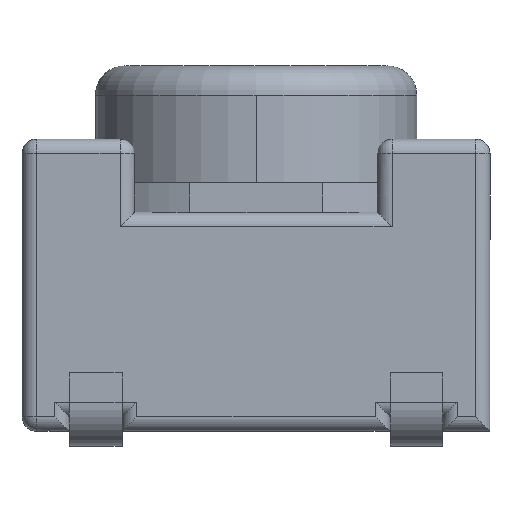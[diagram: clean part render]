
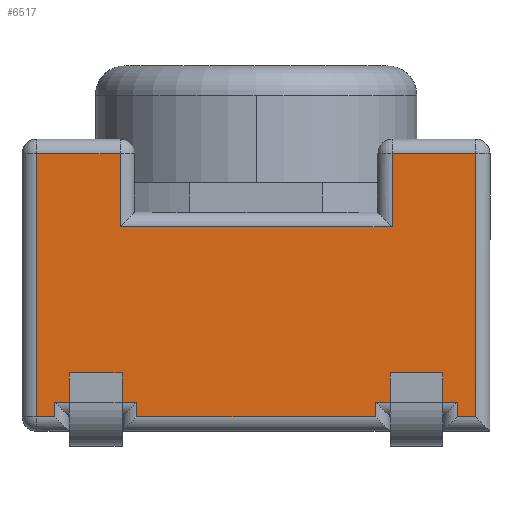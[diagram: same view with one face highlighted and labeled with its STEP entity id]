
A CAD part, left-side view. The second image highlights one B-rep face of the part: STEP entity #6517.
In plain terms, the highlighted planar face has unit normal (-1, 0, 0).
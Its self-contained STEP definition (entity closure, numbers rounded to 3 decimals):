
#7 = CARTESIAN_POINT ( 'NONE',  ( -2.3, -1.6, 0.2 ) ) ;
#336 = LINE ( 'NONE', #6522, #9161 ) ;
#471 = EDGE_CURVE ( 'NONE', #12714, #9955, #13694, .T. ) ;
#565 = EDGE_CURVE ( 'NONE', #18042, #15990, #12583, .T. ) ;
#631 = DIRECTION ( 'NONE',  ( 0., 0., -1. ) ) ;
#917 = DIRECTION ( 'NONE',  ( 0., 1., 0. ) ) ;
#922 = VECTOR ( 'NONE', #4277, 1000. ) ;
#1364 = DIRECTION ( 'NONE',  ( 0., 0., -1. ) ) ;
#1468 = EDGE_CURVE ( 'NONE', #6758, #12714, #19492, .T. ) ;
#1979 = VECTOR ( 'NONE', #11075, 1000. ) ;
#2010 = ORIENTED_EDGE ( 'NONE', *, *, #6775, .T. ) ;
#3292 = CARTESIAN_POINT ( 'NONE',  ( -2.3, -0.93, 1.9 ) ) ;
#3421 = VECTOR ( 'NONE', #3493, 1000. ) ;
#3493 = DIRECTION ( 'NONE',  ( 0., 0., 1. ) ) ;
#4277 = DIRECTION ( 'NONE',  ( 0., 0., -1. ) ) ;
#4290 = DIRECTION ( 'NONE',  ( 0., 1., 0. ) ) ;
#4318 = CARTESIAN_POINT ( 'NONE',  ( -2.3, -1.377, 1.5 ) ) ;
#4434 = CARTESIAN_POINT ( 'NONE',  ( -2.3, 0.816, 1.5 ) ) ;
#4489 = DIRECTION ( 'NONE',  ( 0., -1., 0. ) ) ;
#4594 = CARTESIAN_POINT ( 'NONE',  ( -2.3, -1.6, 0.1 ) ) ;
#4696 = ORIENTED_EDGE ( 'NONE', *, *, #11599, .T. ) ;
#4728 = CARTESIAN_POINT ( 'NONE',  ( -2.3, -0.816, 0.2 ) ) ;
#4829 = DIRECTION ( 'NONE',  ( 0., 0., -1. ) ) ;
#4859 = VERTEX_POINT ( 'NONE', #19906 ) ;
#4911 = VECTOR ( 'NONE', #4290, 1000. ) ;
#4987 = CARTESIAN_POINT ( 'NONE',  ( -2.3, 0.93, 1.4 ) ) ;
#5025 = VECTOR ( 'NONE', #917, 1000. ) ;
#5161 = EDGE_CURVE ( 'NONE', #17954, #5711, #16537, .T. ) ;
#5274 = VECTOR ( 'NONE', #18770, 1000. ) ;
#5319 = CARTESIAN_POINT ( 'NONE',  ( -2.3, -1.5, 1.9 ) ) ;
#5356 = AXIS2_PLACEMENT_3D ( 'NONE', #7011, #5670, #13381 ) ;
#5670 = DIRECTION ( 'NONE',  ( 1., 0., 0. ) ) ;
#5672 = VECTOR ( 'NONE', #18077, 1000. ) ;
#5711 = VERTEX_POINT ( 'NONE', #3292 ) ;
#6172 = CARTESIAN_POINT ( 'NONE',  ( -2.3, 0.93, 1.9 ) ) ;
#6437 = VERTEX_POINT ( 'NONE', #16105 ) ;
#6517 = ADVANCED_FACE ( 'NONE', ( #12987 ), #14785, .F. ) ;
#6521 = VERTEX_POINT ( 'NONE', #16420 ) ;
#6522 = CARTESIAN_POINT ( 'NONE',  ( -2.3, -1.6, 0.1 ) ) ;
#6584 = ORIENTED_EDGE ( 'NONE', *, *, #471, .T. ) ;
#6758 = VERTEX_POINT ( 'NONE', #6172 ) ;
#6775 = EDGE_CURVE ( 'NONE', #12407, #4859, #7822, .T. ) ;
#6805 = CARTESIAN_POINT ( 'NONE',  ( -2.3, 0.93, 1.5 ) ) ;
#7011 = CARTESIAN_POINT ( 'NONE',  ( -2.3, -1.6, 1.5 ) ) ;
#7012 = DIRECTION ( 'NONE',  ( 0., -1., 0. ) ) ;
#7101 = VERTEX_POINT ( 'NONE', #11836 ) ;
#7380 = EDGE_CURVE ( 'NONE', #19408, #17954, #11409, .T. ) ;
#7551 = EDGE_CURVE ( 'NONE', #4859, #7995, #8953, .T. ) ;
#7625 = LINE ( 'NONE', #7, #5274 ) ;
#7822 = LINE ( 'NONE', #15685, #7993 ) ;
#7993 = VECTOR ( 'NONE', #12572, 1000. ) ;
#7995 = VERTEX_POINT ( 'NONE', #4728 ) ;
#8061 = ORIENTED_EDGE ( 'NONE', *, *, #7551, .T. ) ;
#8152 = ORIENTED_EDGE ( 'NONE', *, *, #11259, .T. ) ;
#8330 = ORIENTED_EDGE ( 'NONE', *, *, #18174, .T. ) ;
#8421 = ORIENTED_EDGE ( 'NONE', *, *, #12954, .T. ) ;
#8467 = VERTEX_POINT ( 'NONE', #17782 ) ;
#8953 = LINE ( 'NONE', #16338, #5672 ) ;
#8962 = LINE ( 'NONE', #15208, #10105 ) ;
#8987 = ORIENTED_EDGE ( 'NONE', *, *, #10635, .T. ) ;
#9161 = VECTOR ( 'NONE', #7012, 1000. ) ;
#9168 = ORIENTED_EDGE ( 'NONE', *, *, #5161, .T. ) ;
#9203 = CARTESIAN_POINT ( 'NONE',  ( -2.3, 1.5, 1.9 ) ) ;
#9366 = CARTESIAN_POINT ( 'NONE',  ( -2.3, -1.5, 0.1 ) ) ;
#9706 = VECTOR ( 'NONE', #14286, 1000. ) ;
#9867 = LINE ( 'NONE', #14524, #19252 ) ;
#9885 = VERTEX_POINT ( 'NONE', #16151 ) ;
#9955 = VERTEX_POINT ( 'NONE', #16873 ) ;
#10076 = VECTOR ( 'NONE', #4829, 1000. ) ;
#10105 = VECTOR ( 'NONE', #19796, 1000. ) ;
#10456 = VECTOR ( 'NONE', #1364, 1000. ) ;
#10635 = EDGE_CURVE ( 'NONE', #7995, #6521, #18309, .T. ) ;
#10969 = CARTESIAN_POINT ( 'NONE',  ( -2.3, 0.455, 1.4 ) ) ;
#10980 = ORIENTED_EDGE ( 'NONE', *, *, #13229, .T. ) ;
#10996 = ORIENTED_EDGE ( 'NONE', *, *, #14320, .T. ) ;
#11075 = DIRECTION ( 'NONE',  ( 0., 0., 1. ) ) ;
#11259 = EDGE_CURVE ( 'NONE', #15990, #6758, #19276, .T. ) ;
#11409 = LINE ( 'NONE', #13016, #3421 ) ;
#11599 = EDGE_CURVE ( 'NONE', #6521, #6437, #19521, .T. ) ;
#11658 = LINE ( 'NONE', #4594, #16783 ) ;
#11706 = VECTOR ( 'NONE', #12245, 1000. ) ;
#11836 = CARTESIAN_POINT ( 'NONE',  ( -2.3, 1.377, 0.1 ) ) ;
#11872 = ORIENTED_EDGE ( 'NONE', *, *, #16819, .T. ) ;
#12221 = CARTESIAN_POINT ( 'NONE',  ( -2.3, 1.6, 1.9 ) ) ;
#12245 = DIRECTION ( 'NONE',  ( 0., -1., 0. ) ) ;
#12407 = VERTEX_POINT ( 'NONE', #12485 ) ;
#12485 = CARTESIAN_POINT ( 'NONE',  ( -2.3, 0.816, 0.1 ) ) ;
#12555 = LINE ( 'NONE', #4434, #10076 ) ;
#12564 = EDGE_LOOP ( 'NONE', ( #8987, #4696, #8330, #16379, #9168, #14398, #18771, #8152, #19656, #6584, #11872, #8421, #10980, #10996, #2010, #8061 ) ) ;
#12572 = DIRECTION ( 'NONE',  ( 0., -1., 0. ) ) ;
#12583 = LINE ( 'NONE', #10969, #9706 ) ;
#12714 = VERTEX_POINT ( 'NONE', #9203 ) ;
#12954 = EDGE_CURVE ( 'NONE', #7101, #9885, #8962, .T. ) ;
#12987 = FACE_OUTER_BOUND ( 'NONE', #12564, .T. ) ;
#13016 = CARTESIAN_POINT ( 'NONE',  ( -2.3, -1.5, 1.5 ) ) ;
#13229 = EDGE_CURVE ( 'NONE', #9885, #8467, #7625, .T. ) ;
#13381 = DIRECTION ( 'NONE',  ( 0., 0., -1. ) ) ;
#13424 = CARTESIAN_POINT ( 'NONE',  ( -2.3, -0.93, 1.4 ) ) ;
#13694 = LINE ( 'NONE', #19687, #922 ) ;
#13821 = CARTESIAN_POINT ( 'NONE',  ( -2.3, -1.6, 0.2 ) ) ;
#14286 = DIRECTION ( 'NONE',  ( 0., 1., 0. ) ) ;
#14320 = EDGE_CURVE ( 'NONE', #8467, #12407, #12555, .T. ) ;
#14398 = ORIENTED_EDGE ( 'NONE', *, *, #18882, .T. ) ;
#14524 = CARTESIAN_POINT ( 'NONE',  ( -2.3, -0.93, 1.5 ) ) ;
#14785 = PLANE ( 'NONE',  #5356 ) ;
#14804 = CARTESIAN_POINT ( 'NONE',  ( -2.3, -1.6, 1.9 ) ) ;
#15208 = CARTESIAN_POINT ( 'NONE',  ( -2.3, 1.377, 1.5 ) ) ;
#15685 = CARTESIAN_POINT ( 'NONE',  ( -2.3, -1.6, 0.1 ) ) ;
#15990 = VERTEX_POINT ( 'NONE', #4987 ) ;
#16105 = CARTESIAN_POINT ( 'NONE',  ( -2.3, -1.377, 0.1 ) ) ;
#16151 = CARTESIAN_POINT ( 'NONE',  ( -2.3, 1.377, 0.2 ) ) ;
#16338 = CARTESIAN_POINT ( 'NONE',  ( -2.3, -0.816, 1.5 ) ) ;
#16379 = ORIENTED_EDGE ( 'NONE', *, *, #7380, .T. ) ;
#16420 = CARTESIAN_POINT ( 'NONE',  ( -2.3, -1.377, 0.2 ) ) ;
#16537 = LINE ( 'NONE', #14804, #5025 ) ;
#16783 = VECTOR ( 'NONE', #4489, 1000. ) ;
#16819 = EDGE_CURVE ( 'NONE', #9955, #7101, #11658, .T. ) ;
#16873 = CARTESIAN_POINT ( 'NONE',  ( -2.3, 1.5, 0.1 ) ) ;
#17782 = CARTESIAN_POINT ( 'NONE',  ( -2.3, 0.816, 0.2 ) ) ;
#17954 = VERTEX_POINT ( 'NONE', #5319 ) ;
#18042 = VERTEX_POINT ( 'NONE', #13424 ) ;
#18077 = DIRECTION ( 'NONE',  ( 0., 0., 1. ) ) ;
#18174 = EDGE_CURVE ( 'NONE', #6437, #19408, #336, .T. ) ;
#18309 = LINE ( 'NONE', #13821, #11706 ) ;
#18770 = DIRECTION ( 'NONE',  ( 0., -1., 0. ) ) ;
#18771 = ORIENTED_EDGE ( 'NONE', *, *, #565, .T. ) ;
#18882 = EDGE_CURVE ( 'NONE', #5711, #18042, #9867, .T. ) ;
#19252 = VECTOR ( 'NONE', #631, 1000. ) ;
#19276 = LINE ( 'NONE', #6805, #1979 ) ;
#19408 = VERTEX_POINT ( 'NONE', #9366 ) ;
#19492 = LINE ( 'NONE', #12221, #4911 ) ;
#19521 = LINE ( 'NONE', #4318, #10456 ) ;
#19656 = ORIENTED_EDGE ( 'NONE', *, *, #1468, .T. ) ;
#19687 = CARTESIAN_POINT ( 'NONE',  ( -2.3, 1.5, 1.5 ) ) ;
#19796 = DIRECTION ( 'NONE',  ( 0., 0., 1. ) ) ;
#19906 = CARTESIAN_POINT ( 'NONE',  ( -2.3, -0.816, 0.1 ) ) ;
